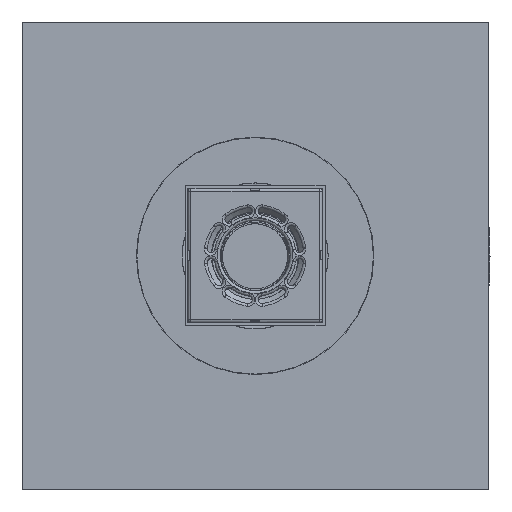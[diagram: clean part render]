
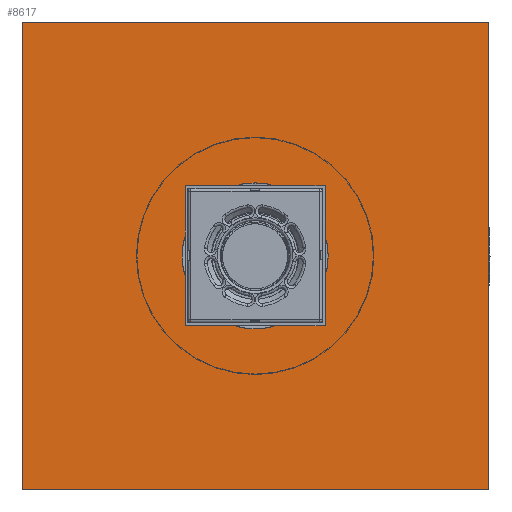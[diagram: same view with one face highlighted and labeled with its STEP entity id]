
A CAD part, top view. The second image highlights one B-rep face of the part: STEP entity #8617.
In plain terms, the highlighted planar face has unit normal (0, 0, 1).
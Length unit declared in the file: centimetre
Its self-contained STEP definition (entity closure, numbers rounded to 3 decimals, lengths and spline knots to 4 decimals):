
#768=LINE('',#16233,#1196);
#770=LINE('',#16239,#1198);
#773=LINE('',#16244,#1201);
#776=LINE('',#16248,#1204);
#1196=VECTOR('',#12656,1.);
#1198=VECTOR('',#12660,1.);
#1201=VECTOR('',#12665,1.);
#1204=VECTOR('',#12670,1.);
#1477=FACE_BOUND('',#2608,.T.);
#1985=FACE_OUTER_BOUND('',#2607,.T.);
#2607=EDGE_LOOP('',(#7771,#7772,#7773,#7774));
#2608=EDGE_LOOP('',(#7775));
#3305=CIRCLE('',#9857,78.2516);
#4089=VERTEX_POINT('',#16227);
#4091=VERTEX_POINT('',#16231);
#4092=VERTEX_POINT('',#16235);
#4094=VERTEX_POINT('',#16238);
#4113=VERTEX_POINT('',#16306);
#5304=EDGE_CURVE('',#4089,#4091,#768,.T.);
#5306=EDGE_CURVE('',#4094,#4092,#770,.T.);
#5309=EDGE_CURVE('',#4091,#4094,#773,.T.);
#5312=EDGE_CURVE('',#4089,#4092,#776,.T.);
#5340=EDGE_CURVE('',#4113,#4113,#3305,.T.);
#7771=ORIENTED_EDGE('',*,*,#5312,.F.);
#7772=ORIENTED_EDGE('',*,*,#5304,.T.);
#7773=ORIENTED_EDGE('',*,*,#5309,.T.);
#7774=ORIENTED_EDGE('',*,*,#5306,.T.);
#7775=ORIENTED_EDGE('',*,*,#5340,.T.);
#8109=PLANE('',#9860);
#8617=ADVANCED_FACE('',(#1985,#1477),#8109,.T.);
#9857=AXIS2_PLACEMENT_3D('',#16307,#12744,#12745);
#9860=AXIS2_PLACEMENT_3D('',#16310,#12750,#12751);
#12656=DIRECTION('',(1.,0.,0.));
#12660=DIRECTION('',(-1.,0.,0.));
#12665=DIRECTION('',(0.,1.,0.));
#12670=DIRECTION('',(0.,1.,0.));
#12744=DIRECTION('center_axis',(0.,0.,-1.));
#12745=DIRECTION('ref_axis',(1.,0.,0.));
#12750=DIRECTION('center_axis',(0.,0.,1.));
#12751=DIRECTION('ref_axis',(0.,1.,0.));
#16227=CARTESIAN_POINT('',(-250.,-250.,378.129));
#16231=CARTESIAN_POINT('',(250.,-250.,378.129));
#16233=CARTESIAN_POINT('',(0.,-250.,378.129));
#16235=CARTESIAN_POINT('',(-250.,250.,378.129));
#16238=CARTESIAN_POINT('',(250.,250.,378.129));
#16239=CARTESIAN_POINT('',(0.,250.,378.129));
#16244=CARTESIAN_POINT('',(250.,0.,378.129));
#16248=CARTESIAN_POINT('',(-250.,0.,378.129));
#16306=CARTESIAN_POINT('',(0.,-78.2516,378.129));
#16307=CARTESIAN_POINT('Origin',(0.,0.,378.129));
#16310=CARTESIAN_POINT('Origin',(0.,0.,378.129));
